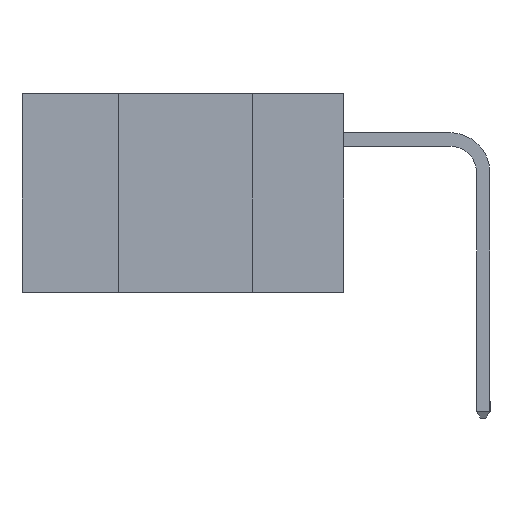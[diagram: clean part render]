
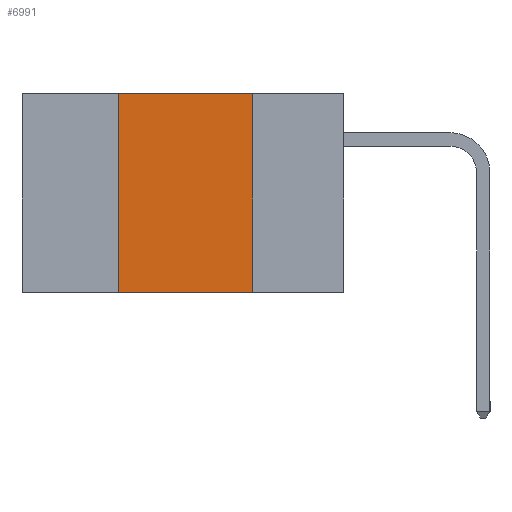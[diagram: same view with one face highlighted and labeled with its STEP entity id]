
A CAD part, left-side view. The second image highlights one B-rep face of the part: STEP entity #6991.
In plain terms, the highlighted planar face has unit normal (-1, 0, 0).
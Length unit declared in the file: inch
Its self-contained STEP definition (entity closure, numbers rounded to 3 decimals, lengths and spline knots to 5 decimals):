
#580 = DIRECTION ( 'NONE',  ( 0., -1., 0. ) ) ;
#1420 = CARTESIAN_POINT ( 'NONE',  ( 0., 0.17, 0. ) ) ;
#1474 = EDGE_CURVE ( 'NONE', #8221, #7610, #2446, .T. ) ;
#2099 = VECTOR ( 'NONE', #5570, 39.37008 ) ;
#2122 = EDGE_CURVE ( 'NONE', #8221, #9477, #4927, .T. ) ;
#2446 = LINE ( 'NONE', #4411, #4790 ) ;
#2519 = CARTESIAN_POINT ( 'NONE',  ( 0., 0.42, -0.37 ) ) ;
#2547 = CARTESIAN_POINT ( 'NONE',  ( 0., 0.6, 0. ) ) ;
#2587 = VECTOR ( 'NONE', #3523, 39.37008 ) ;
#2786 = EDGE_CURVE ( 'NONE', #9477, #9096, #10721, .T. ) ;
#3304 = ORIENTED_EDGE ( 'NONE', *, *, #3461, .F. ) ;
#3461 = EDGE_CURVE ( 'NONE', #9096, #7610, #9956, .T. ) ;
#3504 = ORIENTED_EDGE ( 'NONE', *, *, #2786, .F. ) ;
#3523 = DIRECTION ( 'NONE',  ( 0., 0., 1. ) ) ;
#3631 = ORIENTED_EDGE ( 'NONE', *, *, #2122, .F. ) ;
#3680 = ORIENTED_EDGE ( 'NONE', *, *, #1474, .T. ) ;
#3903 = CARTESIAN_POINT ( 'NONE',  ( 0., 0.42, 0. ) ) ;
#4411 = CARTESIAN_POINT ( 'NONE',  ( 0., 0.6, -0.37 ) ) ;
#4583 = CARTESIAN_POINT ( 'NONE',  ( 0., 0.17, -0.37 ) ) ;
#4790 = VECTOR ( 'NONE', #12174, 39.37008 ) ;
#4927 = LINE ( 'NONE', #2519, #2587 ) ;
#5004 = DIRECTION ( 'NONE',  ( 1., 0., 0. ) ) ;
#5539 = AXIS2_PLACEMENT_3D ( 'NONE', #6941, #5004, #11781 ) ;
#5570 = DIRECTION ( 'NONE',  ( 0., 0., -1. ) ) ;
#6761 = CARTESIAN_POINT ( 'NONE',  ( 0., 0.17, -0.37 ) ) ;
#6941 = CARTESIAN_POINT ( 'NONE',  ( 0., 0.6, 0. ) ) ;
#6991 = ADVANCED_FACE ( 'NONE', ( #9763 ), #9881, .F. ) ;
#7610 = VERTEX_POINT ( 'NONE', #6761 ) ;
#8221 = VERTEX_POINT ( 'NONE', #8715 ) ;
#8715 = CARTESIAN_POINT ( 'NONE',  ( 0., 0.42, -0.37 ) ) ;
#9096 = VERTEX_POINT ( 'NONE', #1420 ) ;
#9477 = VERTEX_POINT ( 'NONE', #3903 ) ;
#9763 = FACE_OUTER_BOUND ( 'NONE', #11316, .T. ) ;
#9881 = PLANE ( 'NONE',  #5539 ) ;
#9956 = LINE ( 'NONE', #4583, #2099 ) ;
#10721 = LINE ( 'NONE', #2547, #12637 ) ;
#11316 = EDGE_LOOP ( 'NONE', ( #3304, #3504, #3631, #3680 ) ) ;
#11781 = DIRECTION ( 'NONE',  ( 0., 0., -1. ) ) ;
#12174 = DIRECTION ( 'NONE',  ( 0., -1., 0. ) ) ;
#12637 = VECTOR ( 'NONE', #580, 39.37008 ) ;
